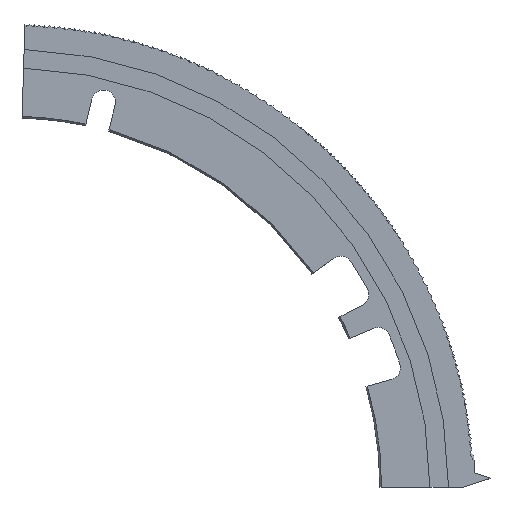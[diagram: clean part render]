
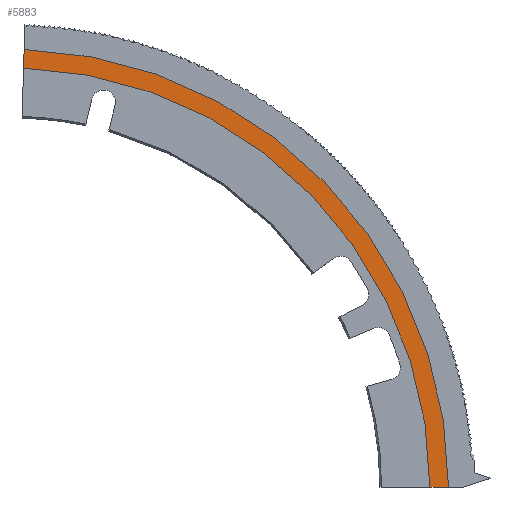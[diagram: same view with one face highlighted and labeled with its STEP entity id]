
A CAD part, top view. The second image highlights one B-rep face of the part: STEP entity #5883.
In plain terms, the highlighted planar face has unit normal (0, 0, 1).
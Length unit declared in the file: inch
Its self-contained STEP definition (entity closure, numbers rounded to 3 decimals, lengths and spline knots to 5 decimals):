
#249 = FACE_OUTER_BOUND ( 'NONE', #678, .T. ) ;
#307 = AXIS2_PLACEMENT_3D ( 'NONE', #4906, #6868, #4301 ) ;
#595 = ORIENTED_EDGE ( 'NONE', *, *, #2048, .T. ) ;
#660 = VECTOR ( 'NONE', #6313, 39.37008 ) ;
#678 = EDGE_LOOP ( 'NONE', ( #3185, #4391, #595, #7169 ) ) ;
#894 = EDGE_CURVE ( 'NONE', #5819, #5235, #3270, .T. ) ;
#985 = CARTESIAN_POINT ( 'NONE',  ( 0.25392, 8.07426, -0.045 ) ) ;
#1387 = CIRCLE ( 'NONE', #307, 7.7345 ) ;
#1516 = DIRECTION ( 'NONE',  ( 0., 0., 1. ) ) ;
#1596 = CARTESIAN_POINT ( 'NONE',  ( 0.24312, 7.73068, -0.045 ) ) ;
#1609 = CARTESIAN_POINT ( 'NONE',  ( 0., 0., -0.045 ) ) ;
#1789 = EDGE_CURVE ( 'NONE', #5235, #7602, #5454, .T. ) ;
#1927 = CARTESIAN_POINT ( 'NONE',  ( 0.25392, 8.07426, -0.045 ) ) ;
#2048 = EDGE_CURVE ( 'NONE', #7602, #6095, #1387, .T. ) ;
#2053 = CARTESIAN_POINT ( 'NONE',  ( 7.7345, 0., -0.045 ) ) ;
#2266 = CARTESIAN_POINT ( 'NONE',  ( 8.07825, 0., -0.045 ) ) ;
#2638 = DIRECTION ( 'NONE',  ( 1., 0., 0. ) ) ;
#3107 = EDGE_CURVE ( 'NONE', #6095, #5819, #4427, .T. ) ;
#3185 = ORIENTED_EDGE ( 'NONE', *, *, #894, .T. ) ;
#3270 = CIRCLE ( 'NONE', #4348, 8.07825 ) ;
#4112 = DIRECTION ( 'NONE',  ( 1., 0., 0. ) ) ;
#4301 = DIRECTION ( 'NONE',  ( 1., 0., 0. ) ) ;
#4348 = AXIS2_PLACEMENT_3D ( 'NONE', #1609, #8000, #2638 ) ;
#4391 = ORIENTED_EDGE ( 'NONE', *, *, #1789, .T. ) ;
#4427 = LINE ( 'NONE', #4672, #660 ) ;
#4672 = CARTESIAN_POINT ( 'NONE',  ( 7.7345, 0., -0.045 ) ) ;
#4723 = PLANE ( 'NONE',  #5057 ) ;
#4906 = CARTESIAN_POINT ( 'NONE',  ( 0., 0., -0.045 ) ) ;
#5057 = AXIS2_PLACEMENT_3D ( 'NONE', #7949, #1516, #4112 ) ;
#5235 = VERTEX_POINT ( 'NONE', #1927 ) ;
#5454 = LINE ( 'NONE', #985, #7553 ) ;
#5819 = VERTEX_POINT ( 'NONE', #2266 ) ;
#5883 = ADVANCED_FACE ( 'NONE', ( #249 ), #4723, .T. ) ;
#6095 = VERTEX_POINT ( 'NONE', #2053 ) ;
#6313 = DIRECTION ( 'NONE',  ( 1., 0., 0. ) ) ;
#6629 = DIRECTION ( 'NONE',  ( -0.031, -1., 0. ) ) ;
#6868 = DIRECTION ( 'NONE',  ( 0., 0., -1. ) ) ;
#7169 = ORIENTED_EDGE ( 'NONE', *, *, #3107, .T. ) ;
#7553 = VECTOR ( 'NONE', #6629, 39.37008 ) ;
#7602 = VERTEX_POINT ( 'NONE', #1596 ) ;
#7949 = CARTESIAN_POINT ( 'NONE',  ( 0., 0., -0.045 ) ) ;
#8000 = DIRECTION ( 'NONE',  ( 0., 0., 1. ) ) ;
